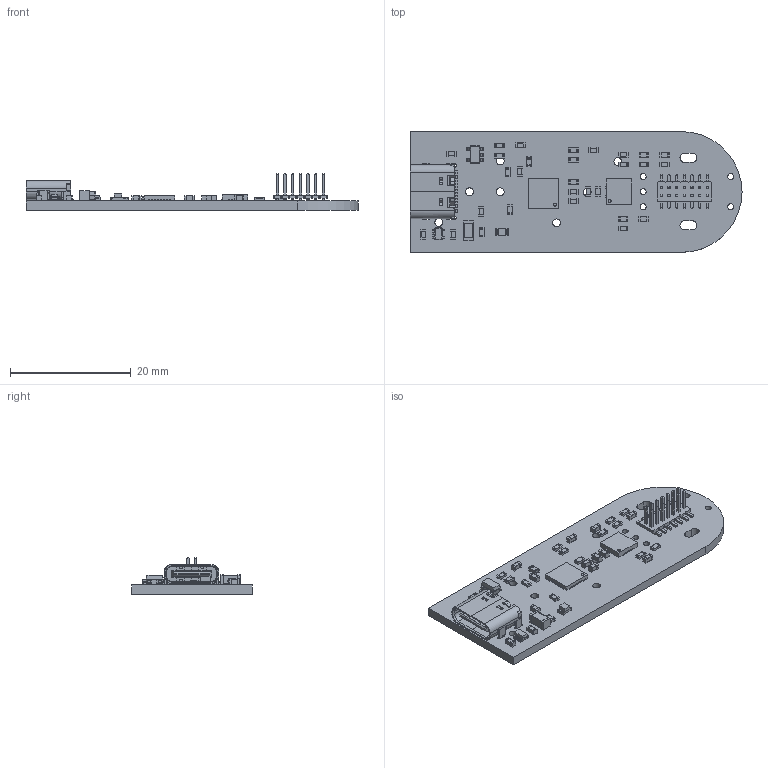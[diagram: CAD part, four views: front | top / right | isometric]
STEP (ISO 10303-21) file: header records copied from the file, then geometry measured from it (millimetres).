
FILE_DESCRIPTION(('KiCad electronic assembly'),'2;1');
FILE_NAME('synthmate_L432.step','2025-10-10T07:17:00',('Pcbnew'),( 'Kicad'),'Open CASCADE STEP processor 7.8','KiCad to STEP converter' ,'Unknown');
FILE_SCHEMA(('AUTOMOTIVE_DESIGN { 1 0 10303 214 1 1 1 1 }'));
Length unit declared in the file: millimetre
Products named in the file (13): synthmate_L432 1; Texas_S-PVQFN-N14; C_0603_1608Metric; R_0603_1608Metric; D_0603_1608Metric; SOT-353_SC-70-5; PinHeader_2x07_P1.27mm_Vertical_SMD; SOT-23-5; USB_C_Receptacle_GCT_USB4105-xx-A_16P_TopMnt_Horizontal; LED_0805_2012Metric; C_1206_3216Metric; QFN-32-1EP_5x5mm_P0.5mm_EP3.45x3.45mm; synthmate_L432_PCB
Assembly tree (42 placements, depth 2):
  synthmate_L432 1
    Texas_S-PVQFN-N14
    C_0603_1608Metric  x14
    R_0603_1608Metric  x16
    D_0603_1608Metric  x2
    SOT-353_SC-70-5
    PinHeader_2x07_P1.27mm_Vertical_SMD
    SOT-23-5
    USB_C_Receptacle_GCT_USB4105-xx-A_16P_TopMnt_Horizontal
    LED_0805_2012Metric
    C_1206_3216Metric  x2
    QFN-32-1EP_5x5mm_P0.5mm_EP3.45x3.45mm
    synthmate_L432_PCB
Bounding box: 55 x 20 x 6 mm (x, y, z)
Volume: 1789.2 mm3; surface area: 3520.6 mm2
Topology: 77 solids, 77 shells, 2512 faces, 6511 edges, 4196 vertices
Faces by surface type: plane 1820, cylinder 626, bspline 58, cone 8
Full cylindrical faces by diameter (mm): 0.5 x4, 0.65 x2, 1 x5, 1.3 x8
Entity records: 63084 total; most frequent: CARTESIAN_POINT 9347, ORIENTED_EDGE 8750, DIRECTION 8289, EDGE_CURVE 4375, LINE 3645, VECTOR 3645, VERTEX_POINT 2792, AXIS2_PLACEMENT_3D 2322
